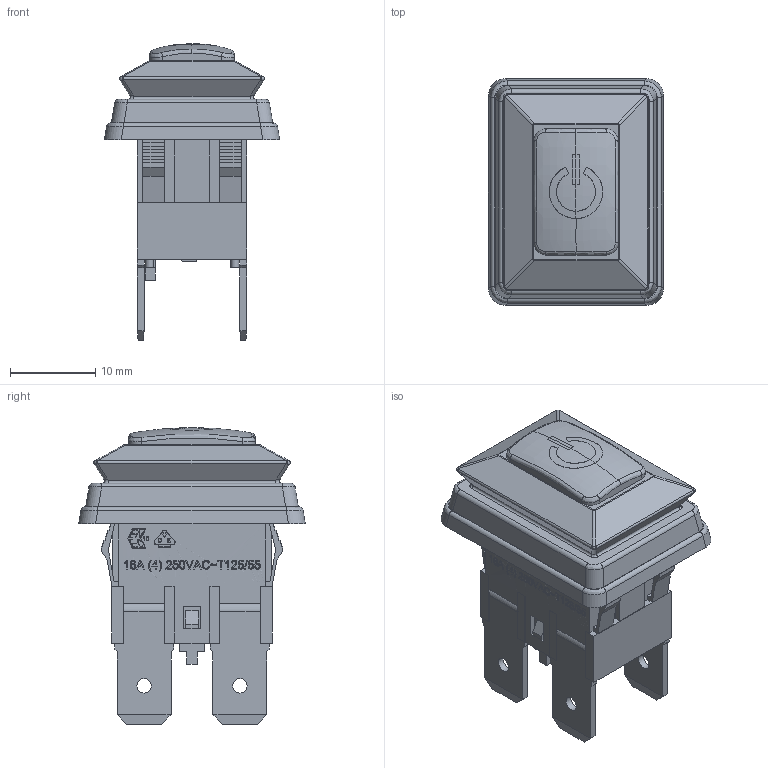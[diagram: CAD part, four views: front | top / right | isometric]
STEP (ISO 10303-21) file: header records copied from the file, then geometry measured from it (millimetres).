
FILE_DESCRIPTION((' '),'2;1');
FILE_NAME('PA4R11Cx0x1-1xx.stp','2017-07-24T13:03:06',(' '),(' '),' ','ACIS',' ');
FILE_SCHEMA(('CONFIG_CONTROL_DESIGN'));
Length unit declared in the file: inch
Products named in the file (1): PA4R11Cx0x1-1xx.stp
Bounding box: 20.5 x 26.5 x 34.7 mm (x, y, z)
Volume: 4744.1 mm3; surface area: 7261.1 mm2
Topology: 1 solids, 2 shells, 1642 faces, 4381 edges, 2778 vertices
Faces by surface type: plane 1182, bspline 303, cylinder 153, torus 4
Full cylindrical faces by diameter (mm): 0.95 x4, 1.7 x3, 2.5 x2, 3 x1
Entity records: 53957 total; most frequent: CARTESIAN_POINT 14708, ORIENTED_EDGE 8730, DIRECTION 6903, EDGE_CURVE 4365, VECTOR 3405, LINE 3405, VERTEX_POINT 2775, EDGE_LOOP 1780
